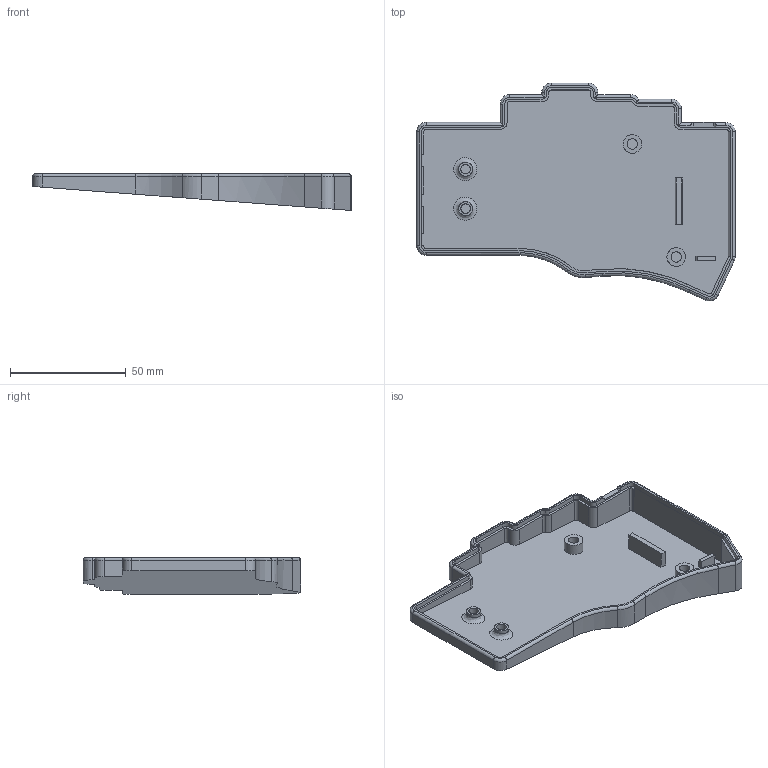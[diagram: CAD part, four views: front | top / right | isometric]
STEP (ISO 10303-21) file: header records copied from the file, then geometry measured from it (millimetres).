
FILE_DESCRIPTION(/* description */ (''),/* implementation_level */ '2;1');
FILE_NAME(/* name */ 'Configuration 1.step',/* time_stamp */ '2025-10-07T20:42:30+02:00',/* author */ (''),/* organization */ (''),/* preprocessor_version */ 'ST-DEVELOPER v20.1',/* originating_system */ 'Autodesk Translation Framework v14.17.0.0',/* authorisation */ '');
FILE_SCHEMA (('AUTOMOTIVE_DESIGN { 1 0 10303 214 3 1 1 }'));
Length unit declared in the file: millimetre
Products named in the file (1): Case
Bounding box: 137.55 x 94.07 x 15.95 mm (x, y, z)
Volume: 27120.7 mm3; surface area: 28948.2 mm2
Topology: 1 solids, 1 shells, 178 faces, 463 edges, 297 vertices
Faces by surface type: plane 84, cylinder 78, torus 13, bspline 3
Full cylindrical faces by diameter (mm): 4.1 x2, 4.5 x2, 6 x2, 8 x2
Entity records: 5779 total; most frequent: CARTESIAN_POINT 1274, DIRECTION 961, ORIENTED_EDGE 926, EDGE_CURVE 463, AXIS2_PLACEMENT_3D 334, VERTEX_POINT 297, LINE 293, VECTOR 293
